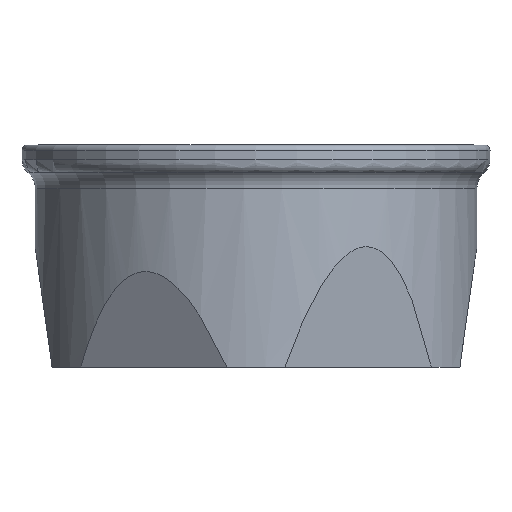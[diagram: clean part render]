
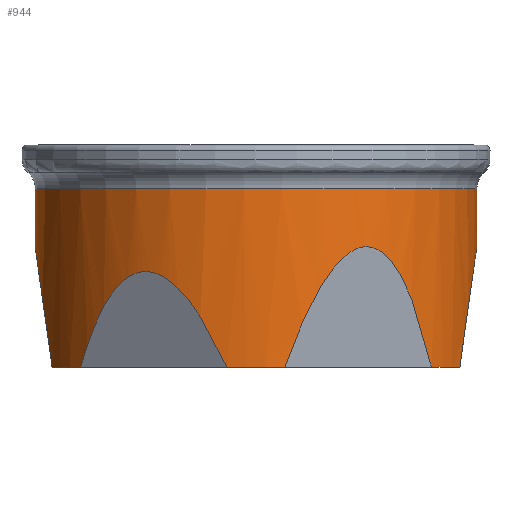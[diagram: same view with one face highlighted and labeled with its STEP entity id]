
A CAD part, front view. The second image highlights one B-rep face of the part: STEP entity #944.
In plain terms, the highlighted cylindrical face has radius 20.2 mm (diameter 40.4 mm), a full revolution.
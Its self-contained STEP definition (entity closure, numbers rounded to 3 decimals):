
#25=ELLIPSE('',#1034,144.768,20.2);
#26=ELLIPSE('',#1036,144.768,20.2);
#27=ELLIPSE('',#1038,145.143,20.2);
#28=ELLIPSE('',#1039,145.143,20.2);
#29=ELLIPSE('',#1043,145.143,20.2);
#30=ELLIPSE('',#1044,116.568,20.2);
#31=ELLIPSE('',#1045,145.52,20.2);
#41=CYLINDRICAL_SURFACE('',#1040,20.2);
#77=FACE_OUTER_BOUND('',#133,.T.);
#133=EDGE_LOOP('',(#724,#725,#726,#727,#728,#729,#730,#731,#732,#733,#734,
#735,#736,#737,#738,#739,#740));
#182=CIRCLE('',#1021,20.2);
#183=CIRCLE('',#1022,20.2);
#184=CIRCLE('',#1023,20.2);
#185=CIRCLE('',#1024,20.2);
#186=CIRCLE('',#1025,20.2);
#187=CIRCLE('',#1026,20.2);
#194=CIRCLE('',#1041,20.2);
#195=CIRCLE('',#1042,20.2);
#240=LINE('',#1629,#313);
#313=VECTOR('',#1232,21.);
#398=VERTEX_POINT('',#1580);
#399=VERTEX_POINT('',#1581);
#400=VERTEX_POINT('',#1583);
#401=VERTEX_POINT('',#1585);
#402=VERTEX_POINT('',#1587);
#403=VERTEX_POINT('',#1589);
#404=VERTEX_POINT('',#1591);
#405=VERTEX_POINT('',#1593);
#406=VERTEX_POINT('',#1595);
#407=VERTEX_POINT('',#1597);
#408=VERTEX_POINT('',#1599);
#409=VERTEX_POINT('',#1601);
#416=VERTEX_POINT('',#1621);
#417=VERTEX_POINT('',#1625);
#418=VERTEX_POINT('',#1626);
#510=EDGE_CURVE('',#399,#400,#182,.F.);
#512=EDGE_CURVE('',#401,#402,#183,.F.);
#514=EDGE_CURVE('',#403,#404,#184,.F.);
#516=EDGE_CURVE('',#405,#406,#185,.F.);
#518=EDGE_CURVE('',#407,#408,#186,.F.);
#520=EDGE_CURVE('',#409,#398,#187,.F.);
#527=EDGE_CURVE('',#399,#398,#25,.F.);
#528=EDGE_CURVE('',#401,#400,#26,.F.);
#529=EDGE_CURVE('',#416,#402,#27,.F.);
#530=EDGE_CURVE('',#403,#416,#28,.F.);
#531=EDGE_CURVE('',#417,#418,#194,.T.);
#532=EDGE_CURVE('',#418,#417,#195,.T.);
#533=EDGE_CURVE('',#418,#416,#240,.T.);
#534=EDGE_CURVE('',#408,#409,#29,.T.);
#535=EDGE_CURVE('',#406,#407,#30,.T.);
#536=EDGE_CURVE('',#405,#404,#31,.F.);
#724=ORIENTED_EDGE('',*,*,#531,.F.);
#725=ORIENTED_EDGE('',*,*,#532,.F.);
#726=ORIENTED_EDGE('',*,*,#533,.T.);
#727=ORIENTED_EDGE('',*,*,#529,.T.);
#728=ORIENTED_EDGE('',*,*,#512,.F.);
#729=ORIENTED_EDGE('',*,*,#528,.T.);
#730=ORIENTED_EDGE('',*,*,#510,.F.);
#731=ORIENTED_EDGE('',*,*,#527,.T.);
#732=ORIENTED_EDGE('',*,*,#520,.F.);
#733=ORIENTED_EDGE('',*,*,#534,.F.);
#734=ORIENTED_EDGE('',*,*,#518,.F.);
#735=ORIENTED_EDGE('',*,*,#535,.F.);
#736=ORIENTED_EDGE('',*,*,#516,.F.);
#737=ORIENTED_EDGE('',*,*,#536,.T.);
#738=ORIENTED_EDGE('',*,*,#514,.F.);
#739=ORIENTED_EDGE('',*,*,#530,.T.);
#740=ORIENTED_EDGE('',*,*,#533,.F.);
#944=ADVANCED_FACE('',(#77),#41,.T.);
#1021=AXIS2_PLACEMENT_3D('',#1584,#1183,#1184);
#1022=AXIS2_PLACEMENT_3D('',#1588,#1186,#1187);
#1023=AXIS2_PLACEMENT_3D('',#1592,#1189,#1190);
#1024=AXIS2_PLACEMENT_3D('',#1596,#1192,#1193);
#1025=AXIS2_PLACEMENT_3D('',#1600,#1195,#1196);
#1026=AXIS2_PLACEMENT_3D('',#1603,#1198,#1199);
#1034=AXIS2_PLACEMENT_3D('',#1617,#1214,#1215);
#1036=AXIS2_PLACEMENT_3D('',#1619,#1218,#1219);
#1038=AXIS2_PLACEMENT_3D('',#1622,#1222,#1223);
#1039=AXIS2_PLACEMENT_3D('',#1623,#1224,#1225);
#1040=AXIS2_PLACEMENT_3D('',#1624,#1226,#1227);
#1041=AXIS2_PLACEMENT_3D('',#1627,#1228,#1229);
#1042=AXIS2_PLACEMENT_3D('',#1628,#1230,#1231);
#1043=AXIS2_PLACEMENT_3D('',#1630,#1233,#1234);
#1044=AXIS2_PLACEMENT_3D('',#1631,#1235,#1236);
#1045=AXIS2_PLACEMENT_3D('',#1632,#1237,#1238);
#1183=DIRECTION('center_axis',(0.,0.,
1.));
#1184=DIRECTION('ref_axis',(-1.,0.,0.));
#1186=DIRECTION('center_axis',(0.,0.,
1.));
#1187=DIRECTION('ref_axis',(-1.,0.,0.));
#1189=DIRECTION('center_axis',(0.,0.,
1.));
#1190=DIRECTION('ref_axis',(-1.,0.,0.));
#1192=DIRECTION('center_axis',(0.,0.,
1.));
#1193=DIRECTION('ref_axis',(-1.,0.,0.));
#1195=DIRECTION('center_axis',(0.,0.,
1.));
#1196=DIRECTION('ref_axis',(-1.,0.,0.));
#1198=DIRECTION('center_axis',(0.,0.,
1.));
#1199=DIRECTION('ref_axis',(-1.,0.,0.));
#1214=DIRECTION('center_axis',(-0.495,0.858,-0.139));
#1215=DIRECTION('ref_axis',(-0.07,0.12,0.99));
#1218=DIRECTION('center_axis',(0.495,0.858,-0.139));
#1219=DIRECTION('ref_axis',(-0.07,-0.12,-0.99));
#1222=DIRECTION('center_axis',(0.99,0.,-0.139));
#1223=DIRECTION('ref_axis',(-0.139,0.,-0.99));
#1224=DIRECTION('center_axis',(0.99,0.,-0.139));
#1225=DIRECTION('ref_axis',(-0.139,0.,-0.99));
#1226=DIRECTION('center_axis',(0.,0.,
1.));
#1227=DIRECTION('ref_axis',(-1.,0.,0.));
#1228=DIRECTION('center_axis',(0.,0.,
1.));
#1229=DIRECTION('ref_axis',(-0.83,0.558,0.));
#1230=DIRECTION('center_axis',(0.,0.,
1.));
#1231=DIRECTION('ref_axis',(-0.83,0.558,0.));
#1232=DIRECTION('',(0.,0.,-1.));
#1233=DIRECTION('center_axis',(-0.99,0.,-0.139));
#1234=DIRECTION('ref_axis',(-0.139,0.,0.99));
#1235=DIRECTION('center_axis',(-0.492,-0.853,-0.174));
#1236=DIRECTION('ref_axis',(-0.087,-0.15,0.985));
#1237=DIRECTION('center_axis',(0.495,-0.858,-0.139));
#1238=DIRECTION('ref_axis',(-0.069,0.121,-0.99));
#1580=CARTESIAN_POINT('',(-16.027,-12.388,7.085));
#1581=CARTESIAN_POINT('',(-2.554,-4.609,7.089));
#1583=CARTESIAN_POINT('',(2.601,-4.608,7.089));
#1584=CARTESIAN_POINT('Origin',(0.03,-24.643,7.08));
#1585=CARTESIAN_POINT('',(16.096,-12.399,7.085));
#1587=CARTESIAN_POINT('',(18.675,-16.871,7.084));
#1588=CARTESIAN_POINT('Origin',(0.03,-24.643,7.08));
#1589=CARTESIAN_POINT('',(18.675,-32.416,7.077));
#1591=CARTESIAN_POINT('',(16.063,-36.931,7.075));
#1592=CARTESIAN_POINT('Origin',(0.03,-24.643,7.08));
#1593=CARTESIAN_POINT('',(2.655,-44.672,7.072));
#1595=CARTESIAN_POINT('',(-2.608,-44.67,7.072));
#1596=CARTESIAN_POINT('Origin',(0.03,-24.643,7.08));
#1597=CARTESIAN_POINT('',(-15.994,-36.942,7.075));
#1599=CARTESIAN_POINT('',(-18.625,-32.391,7.077));
#1600=CARTESIAN_POINT('Origin',(0.03,-24.643,7.08));
#1601=CARTESIAN_POINT('',(-18.625,-16.896,7.084));
#1603=CARTESIAN_POINT('Origin',(0.03,-24.643,7.08));
#1617=CARTESIAN_POINT('Origin',(0.03,-24.588,-125.216));
#1619=CARTESIAN_POINT('Origin',(0.03,-24.588,-125.179));
#1621=CARTESIAN_POINT('',(20.23,-24.648,18.147));
#1622=CARTESIAN_POINT('Origin',(0.03,-24.588,-125.583));
#1623=CARTESIAN_POINT('Origin',(0.03,-24.588,-125.583));
#1624=CARTESIAN_POINT('Origin',(0.03,-24.643,7.08));
#1625=CARTESIAN_POINT('',(16.794,-35.921,23.383));
#1626=CARTESIAN_POINT('',(20.23,-24.65,23.388));
#1627=CARTESIAN_POINT('Origin',(0.03,-24.65,23.388));
#1628=CARTESIAN_POINT('Origin',(0.03,-24.65,23.388));
#1629=CARTESIAN_POINT('',(20.23,-24.643,7.08));
#1630=CARTESIAN_POINT('Origin',(0.03,-24.588,-125.659));
#1631=CARTESIAN_POINT('Origin',(0.03,-24.599,-98.989));
#1632=CARTESIAN_POINT('Origin',(0.03,-24.587,-126.028));
